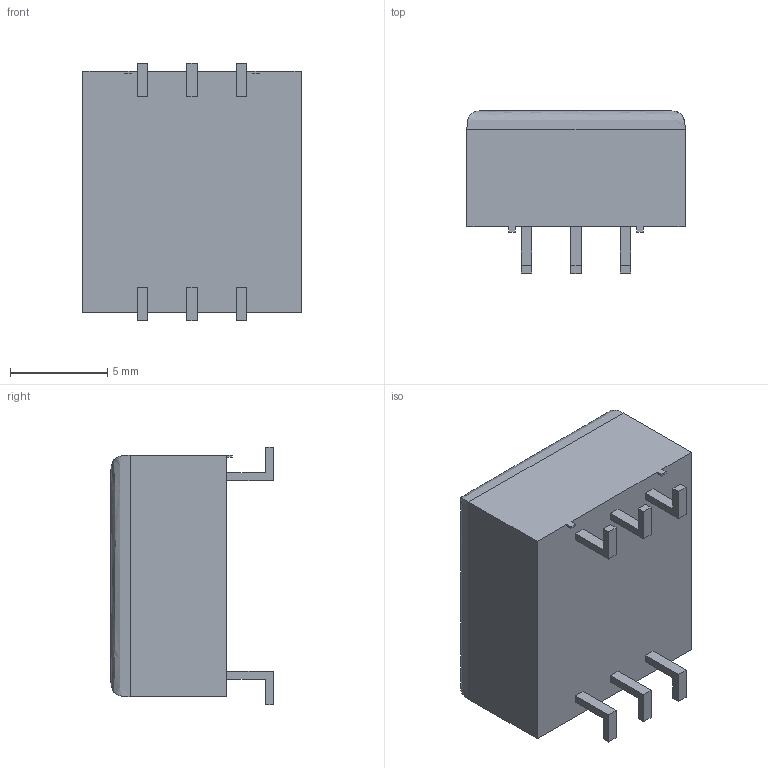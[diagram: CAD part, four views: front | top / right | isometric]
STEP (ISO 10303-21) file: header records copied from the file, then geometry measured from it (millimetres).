
FILE_DESCRIPTION (( 'STEP AP214' ), '1' );
FILE_NAME ('CFS_KD6MDC_A52_L11.2L23.16W12.4H5.95S10LL2.4.STEP', '2023-12-20T20:10:14', ( '' ), ( '' ), 'SwSTEP 2.0', 'SolidWorks 2021', '' );
FILE_SCHEMA (( 'AUTOMOTIVE_DESIGN' ));
Length unit declared in the file: millimetre
Products named in the file (1): CFS_KD6MDC_A52_L11.2L23.16W12.4H5.95S10LL2.4
Bounding box: 11.2 x 8.36 x 13.2 mm (x, y, z)
Volume: 825.9 mm3; surface area: 598.4 mm2
Topology: 4 solids, 4 shells, 117 faces, 305 edges, 202 vertices
Faces by surface type: plane 113, bspline 4
Entity records: 5039 total; most frequent: CARTESIAN_POINT 849, ORIENTED_EDGE 610, DIRECTION 521, EDGE_CURVE 305, LINE 293, VECTOR 293, VERTEX_POINT 202, UNCERTAINTY_MEASURE_WITH_UNIT 123
